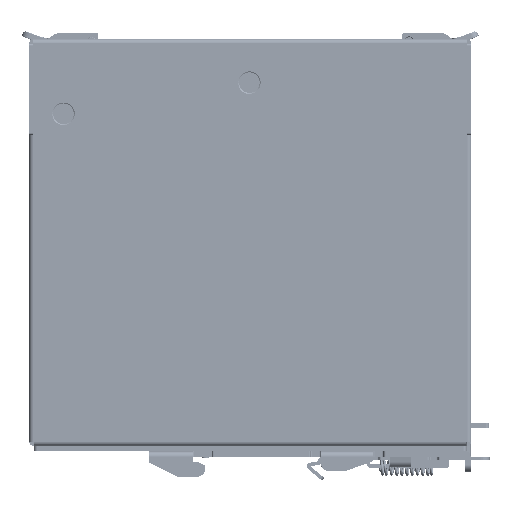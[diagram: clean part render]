
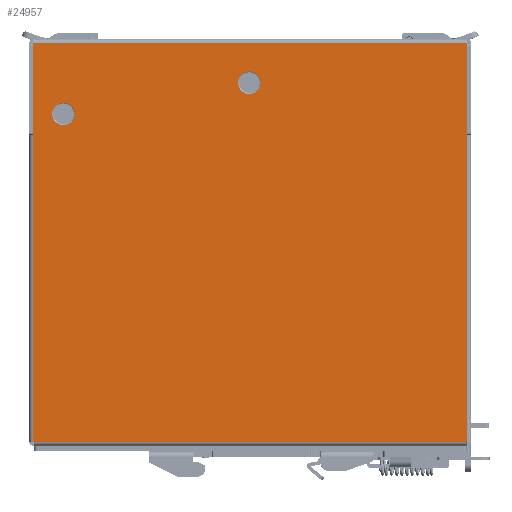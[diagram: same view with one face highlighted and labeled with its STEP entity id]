
A CAD part, left-side view. The second image highlights one B-rep face of the part: STEP entity #24957.
In plain terms, the highlighted planar face has unit normal (-1, 0, 0).
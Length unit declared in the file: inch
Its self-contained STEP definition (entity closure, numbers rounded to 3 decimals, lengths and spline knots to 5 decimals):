
#1175 = VERTEX_POINT ( 'NONE', #7781 ) ;
#2535 = CARTESIAN_POINT ( 'NONE',  ( -1.10236, -2.34236, 2.22047 ) ) ;
#2555 = CARTESIAN_POINT ( 'NONE',  ( -1.10236, 2.42929, -2.16142 ) ) ;
#5132 = CARTESIAN_POINT ( 'NONE',  ( -1.10236, 0.17733, 1.7874 ) ) ;
#5367 = ORIENTED_EDGE ( 'NONE', *, *, #145674, .T. ) ;
#7781 = CARTESIAN_POINT ( 'NONE',  ( -1.10236, 2.42142, -2.16142 ) ) ;
#8002 = B_SPLINE_CURVE_WITH_KNOTS ( 'NONE', 1,
 ( #75151, #12619 ),
 .UNSPECIFIED., .F., .F.,
 ( 2, 2 ),
 ( 0., 1. ),
 .UNSPECIFIED. ) ;
#8571 = CIRCLE ( 'NONE', #89481, 0.12402 ) ;
#10867 = EDGE_CURVE ( 'NONE', #89305, #82501, #8571, .T. ) ;
#11819 = CIRCLE ( 'NONE', #72480, 0.12402 ) ;
#12619 = CARTESIAN_POINT ( 'NONE',  ( -1.10236, 2.42929, 2.22047 ) ) ;
#14717 = CARTESIAN_POINT ( 'NONE',  ( -1.10236, -2.34236, 1.20866 ) ) ;
#15515 = DIRECTION ( 'NONE',  ( -1., 0., 0. ) ) ;
#16297 = VERTEX_POINT ( 'NONE', #116334 ) ;
#18789 = ORIENTED_EDGE ( 'NONE', *, *, #126769, .F. ) ;
#19610 = VERTEX_POINT ( 'NONE', #125860 ) ;
#23616 = FACE_BOUND ( 'NONE', #90907, .T. ) ;
#24318 = CARTESIAN_POINT ( 'NONE',  ( -1.10236, -2.34236, 1.20866 ) ) ;
#24957 = ADVANCED_FACE ( 'NONE', ( #23616, #34725, #154972 ), #83010, .T. ) ;
#26429 = DIRECTION ( 'NONE',  ( 0., -1., 0. ) ) ;
#27311 = VECTOR ( 'NONE', #148725, 39.37008 ) ;
#28444 = LINE ( 'NONE', #30019, #27311 ) ;
#28733 = AXIS2_PLACEMENT_3D ( 'NONE', #59274, #156524, #143121 ) ;
#28813 = DIRECTION ( 'NONE',  ( 0., 1., 0. ) ) ;
#30019 = CARTESIAN_POINT ( 'NONE',  ( -1.10236, 2.42929, 1.20866 ) ) ;
#31194 = LINE ( 'NONE', #92926, #110807 ) ;
#32542 = CARTESIAN_POINT ( 'NONE',  ( -1.10236, 2.2226, 1.44488 ) ) ;
#34725 = FACE_BOUND ( 'NONE', #123342, .T. ) ;
#36275 = CARTESIAN_POINT ( 'NONE',  ( -1.10236, 2.09859, 1.44488 ) ) ;
#38285 = ORIENTED_EDGE ( 'NONE', *, *, #63157, .F. ) ;
#40824 = CIRCLE ( 'NONE', #61075, 0.12402 ) ;
#41497 = DIRECTION ( 'NONE',  ( -1., 0., 0. ) ) ;
#43775 = DIRECTION ( 'NONE',  ( 0., 0., 1. ) ) ;
#46153 = VECTOR ( 'NONE', #122431, 39.37008 ) ;
#50798 = DIRECTION ( 'NONE',  ( 0., 1., 0. ) ) ;
#52713 = VERTEX_POINT ( 'NONE', #14717 ) ;
#54489 = CIRCLE ( 'NONE', #155392, 0.12402 ) ;
#59274 = CARTESIAN_POINT ( 'NONE',  ( -1.10236, -2.35811, -2.20866 ) ) ;
#59830 = CARTESIAN_POINT ( 'NONE',  ( -1.10236, 2.42142, -2.16142 ) ) ;
#60427 = CARTESIAN_POINT ( 'NONE',  ( -1.10236, 2.42929, 1.20866 ) ) ;
#60796 = CARTESIAN_POINT ( 'NONE',  ( -1.10236, -0.07071, 1.7874 ) ) ;
#61075 = AXIS2_PLACEMENT_3D ( 'NONE', #36275, #120949, #122519 ) ;
#63157 = EDGE_CURVE ( 'NONE', #88531, #70516, #40824, .T. ) ;
#63727 = CARTESIAN_POINT ( 'NONE',  ( -1.10236, 2.09859, 1.44488 ) ) ;
#63825 = DIRECTION ( 'NONE',  ( 0., 1., 0. ) ) ;
#70516 = VERTEX_POINT ( 'NONE', #32542 ) ;
#70645 = CARTESIAN_POINT ( 'NONE',  ( -1.10236, -2.34236, -2.16142 ) ) ;
#72480 = AXIS2_PLACEMENT_3D ( 'NONE', #125371, #111121, #26429 ) ;
#72519 = ORIENTED_EDGE ( 'NONE', *, *, #139980, .F. ) ;
#75049 = ORIENTED_EDGE ( 'NONE', *, *, #81699, .F. ) ;
#75151 = CARTESIAN_POINT ( 'NONE',  ( -1.10236, 2.42929, 1.20866 ) ) ;
#76846 = VERTEX_POINT ( 'NONE', #126815 ) ;
#78782 = ORIENTED_EDGE ( 'NONE', *, *, #90216, .T. ) ;
#81699 = EDGE_CURVE ( 'NONE', #70516, #88531, #54489, .T. ) ;
#82501 = VERTEX_POINT ( 'NONE', #60796 ) ;
#83010 = PLANE ( 'NONE',  #28733 ) ;
#83712 = LINE ( 'NONE', #24318, #46153 ) ;
#86973 = VECTOR ( 'NONE', #50798, 39.37008 ) ;
#87915 = VECTOR ( 'NONE', #43775, 39.37008 ) ;
#88531 = VERTEX_POINT ( 'NONE', #131406 ) ;
#89305 = VERTEX_POINT ( 'NONE', #5132 ) ;
#89481 = AXIS2_PLACEMENT_3D ( 'NONE', #124721, #15515, #63825 ) ;
#90216 = EDGE_CURVE ( 'NONE', #117117, #131254, #28444, .T. ) ;
#90341 = EDGE_CURVE ( 'NONE', #155832, #19610, #31194, .T. ) ;
#90907 = EDGE_LOOP ( 'NONE', ( #38285, #75049 ) ) ;
#92926 = CARTESIAN_POINT ( 'NONE',  ( -1.10236, -2.33449, -2.16142 ) ) ;
#103018 = CARTESIAN_POINT ( 'NONE',  ( -1.10236, 2.42142, -2.16142 ) ) ;
#104802 = DIRECTION ( 'NONE',  ( 0., -1., 0. ) ) ;
#106762 = EDGE_CURVE ( 'NONE', #76846, #16297, #110912, .T. ) ;
#107280 = LINE ( 'NONE', #59830, #142958 ) ;
#110807 = VECTOR ( 'NONE', #104802, 39.37008 ) ;
#110912 = LINE ( 'NONE', #2535, #86973 ) ;
#111121 = DIRECTION ( 'NONE',  ( -1., 0., 0. ) ) ;
#114253 = ORIENTED_EDGE ( 'NONE', *, *, #10867, .F. ) ;
#115626 = ORIENTED_EDGE ( 'NONE', *, *, #125581, .F. ) ;
#116334 = CARTESIAN_POINT ( 'NONE',  ( -1.10236, 2.42929, 2.22047 ) ) ;
#116600 = LINE ( 'NONE', #70645, #87915 ) ;
#117117 = VERTEX_POINT ( 'NONE', #60427 ) ;
#120009 = ORIENTED_EDGE ( 'NONE', *, *, #90341, .T. ) ;
#120949 = DIRECTION ( 'NONE',  ( -1., 0., 0. ) ) ;
#122431 = DIRECTION ( 'NONE',  ( 0., 0., 1. ) ) ;
#122519 = DIRECTION ( 'NONE',  ( 0., -1., 0. ) ) ;
#123342 = EDGE_LOOP ( 'NONE', ( #18789, #114253 ) ) ;
#124721 = CARTESIAN_POINT ( 'NONE',  ( -1.10236, 0.05331, 1.7874 ) ) ;
#125371 = CARTESIAN_POINT ( 'NONE',  ( -1.10236, 0.05331, 1.7874 ) ) ;
#125581 = EDGE_CURVE ( 'NONE', #1175, #131254, #107280, .T. ) ;
#125860 = CARTESIAN_POINT ( 'NONE',  ( -1.10236, -2.34236, -2.16142 ) ) ;
#126769 = EDGE_CURVE ( 'NONE', #82501, #89305, #11819, .T. ) ;
#126815 = CARTESIAN_POINT ( 'NONE',  ( -1.10236, -2.34236, 2.22047 ) ) ;
#128321 = DIRECTION ( 'NONE',  ( 0., -1., 0. ) ) ;
#129489 = DIRECTION ( 'NONE',  ( 0., 1., 0. ) ) ;
#130227 = ORIENTED_EDGE ( 'NONE', *, *, #106762, .T. ) ;
#131254 = VERTEX_POINT ( 'NONE', #2555 ) ;
#131406 = CARTESIAN_POINT ( 'NONE',  ( -1.10236, 1.97457, 1.44488 ) ) ;
#136856 = EDGE_CURVE ( 'NONE', #19610, #52713, #116600, .T. ) ;
#139980 = EDGE_CURVE ( 'NONE', #117117, #16297, #8002, .T. ) ;
#141721 = LINE ( 'NONE', #103018, #144832 ) ;
#142958 = VECTOR ( 'NONE', #129489, 39.37008 ) ;
#143121 = DIRECTION ( 'NONE',  ( 0., 0., 1. ) ) ;
#144832 = VECTOR ( 'NONE', #128321, 39.37008 ) ;
#145191 = EDGE_LOOP ( 'NONE', ( #152747, #120009, #151166, #5367, #130227, #72519, #78782, #115626 ) ) ;
#145674 = EDGE_CURVE ( 'NONE', #52713, #76846, #83712, .T. ) ;
#146612 = EDGE_CURVE ( 'NONE', #1175, #155832, #141721, .T. ) ;
#148725 = DIRECTION ( 'NONE',  ( 0., 0., -1. ) ) ;
#151166 = ORIENTED_EDGE ( 'NONE', *, *, #136856, .T. ) ;
#152747 = ORIENTED_EDGE ( 'NONE', *, *, #146612, .T. ) ;
#154972 = FACE_OUTER_BOUND ( 'NONE', #145191, .T. ) ;
#155392 = AXIS2_PLACEMENT_3D ( 'NONE', #63727, #41497, #28813 ) ;
#155650 = CARTESIAN_POINT ( 'NONE',  ( -1.10236, -2.33449, -2.16142 ) ) ;
#155832 = VERTEX_POINT ( 'NONE', #155650 ) ;
#156524 = DIRECTION ( 'NONE',  ( -1., 0., 0. ) ) ;
